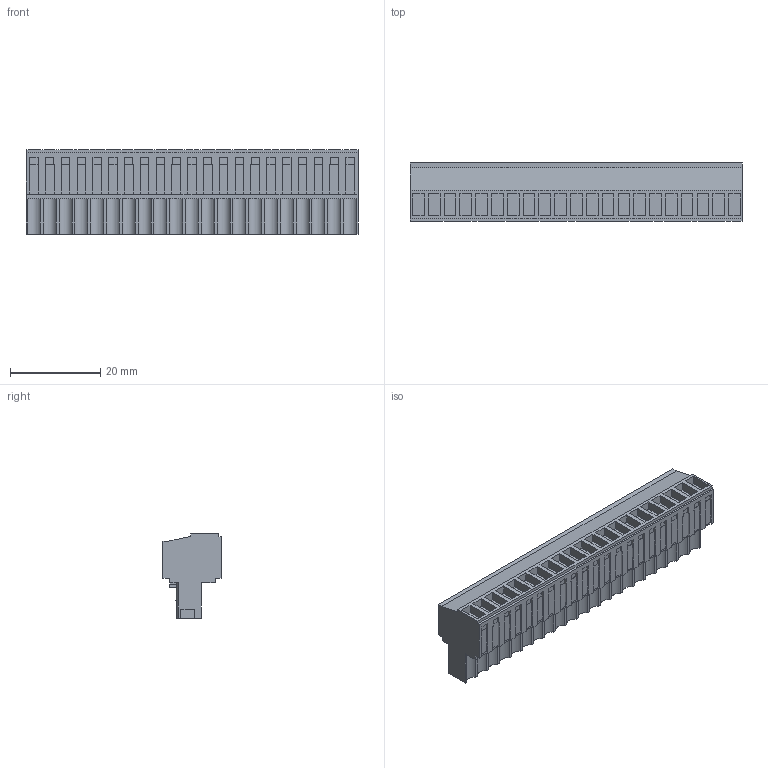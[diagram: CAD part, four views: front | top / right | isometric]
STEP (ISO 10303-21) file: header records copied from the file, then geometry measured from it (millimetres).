
FILE_DESCRIPTION(('CATIA V5 STEP Exchange','CAx-IF Rec.Pracs.--- Model Styling and Organization---1.2---2011-12-15'),'2;1');
FILE_NAME ('D1453638_0_1620330000_1620330000.stp','2017-04-25T09:42:40+00:00',('none'),('Weidmueller'),'CATIA Version 5-6 Release 2014','CATIA V5 STEP AP214','none');
FILE_SCHEMA(('AUTOMOTIVE_DESIGN { 1 0 10303 214 1 1 1 1 }'));
Length unit declared in the file: millimetre
Products named in the file (1): 1620330000
Bounding box: 73.5 x 12.9 x 18.7 mm (x, y, z)
Volume: 10859.3 mm3; surface area: 8214.4 mm2
Topology: 22 solids, 22 shells, 1237 faces, 3487 edges, 2378 vertices
Faces by surface type: plane 1111, cylinder 126
Entity records: 36064 total; most frequent: ORIENTED_EDGE 6974, CARTESIAN_POINT 6450, DIRECTION 4655, EDGE_CURVE 3487, VECTOR 3025, LINE 3025, VERTEX_POINT 2378, EDGE_LOOP 1321
